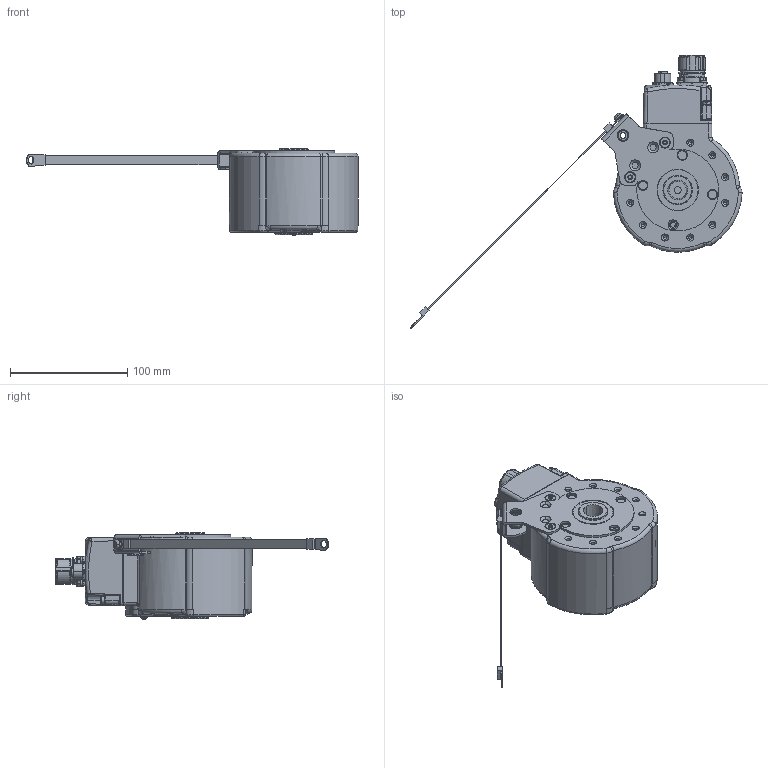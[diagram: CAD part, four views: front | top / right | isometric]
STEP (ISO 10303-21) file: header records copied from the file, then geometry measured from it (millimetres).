
FILE_DESCRIPTION((''),'2;1');
FILE_NAME('894584-K01_SW0001','2011-11-10T',('SE2994'),(''),'PRO/ENGINEER BY PARAMETRIC TECHNOLOGY CORPORATION, 2010180','PRO/ENGINEER BY PARAMETRIC TECHNOLOGY CORPORATION, 2010180','');
FILE_SCHEMA(('CONFIG_CONTROL_DESIGN','SHAPE_APPEARANCE_LAYERS_GROUPS'));
Length unit declared in the file: millimetre
Products named in the file (1): 894584-K01_SW0001
Bounding box: 283.69 x 233.54 x 73.5 mm (x, y, z)
Volume: 313157.3 mm3; surface area: 131987.8 mm2
Topology: 3 solids, 5 shells, 1766 faces, 4285 edges, 2616 vertices
Faces by surface type: cylinder 760, plane 456, torus 192, bspline 153, cone 146, sphere 46, revolution 11, extrusion 2
Entity records: 91626 total; most frequent: CARTESIAN_POINT 38323, DIRECTION 8699, ORIENTED_EDGE 8474, EDGE_CURVE 4237, AXIS2_PLACEMENT_3D 3640, VERTEX_POINT 2614, CIRCLE 2040, EDGE_LOOP 1945
